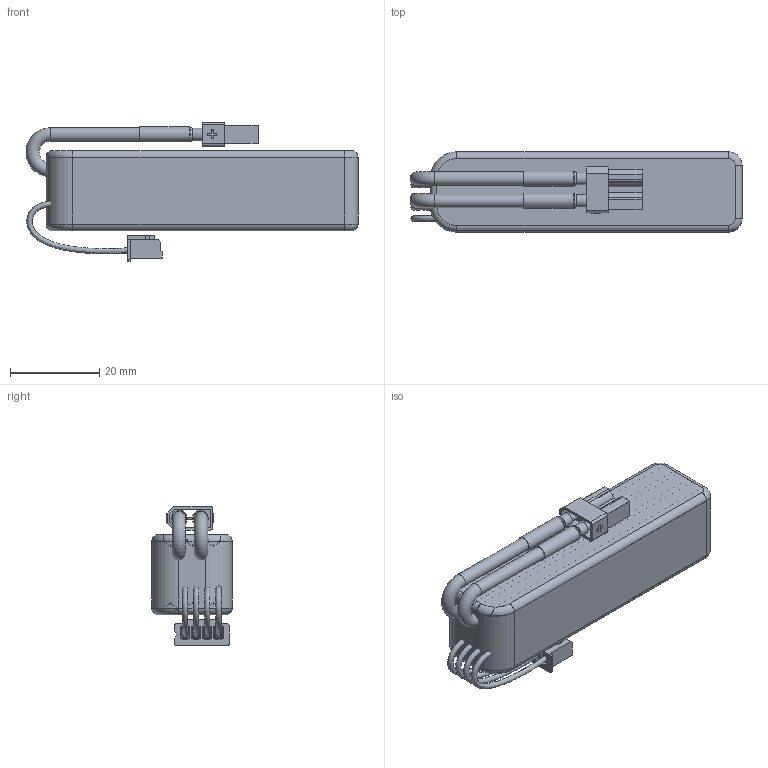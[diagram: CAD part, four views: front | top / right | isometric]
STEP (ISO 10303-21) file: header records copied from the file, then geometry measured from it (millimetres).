
FILE_DESCRIPTION(/* description */ (''),/* implementation_level */ '2;1');
FILE_NAME(/* name */ 'GNB-550-3S-100A-HV.step',/* time_stamp */ '2024-04-21T17:55:14-07:00',/* author */ (''),/* organization */ (''),/* preprocessor_version */ 'ST-DEVELOPER v20',/* originating_system */ 'Autodesk Translation Framework v12.20.1.177',/* authorisation */ '');
FILE_SCHEMA (('AUTOMOTIVE_DESIGN { 1 0 10303 214 3 1 1 }'));
Length unit declared in the file: millimetre
Products named in the file (6): GNB-550-4S-100A-HV; XT30 Wire; 16GA (XT30) v1 (1); Heat Shrink (1); 16GA (XT30); XHP-4 3S Balance Lead
Assembly tree (5 placements, depth 3):
  GNB-550-4S-100A-HV
    XT30 Wire
      16GA (XT30) v1 (1)
      Heat Shrink (1)
      16GA (XT30)
    XHP-4 3S Balance Lead
Bounding box: 74.5 x 18 x 31.09 mm (x, y, z)
Volume: 23055.5 mm3; surface area: 24915.9 mm2
Topology: 17 solids, 17 shells, 780 faces, 2029 edges, 1260 vertices
Faces by surface type: plane 420, cylinder 252, bspline 60, torus 34, sphere 12, cone 2
Full cylindrical faces by diameter (mm): 1.291 x2, 1.65 x2, 1.7 x4, 2 x4, 2.1 x4, 2.8 x2, 3 x4, 3.4 x2
Entity records: 28888 total; most frequent: CARTESIAN_POINT 8982, DIRECTION 4039, ORIENTED_EDGE 4026, EDGE_CURVE 2013, AXIS2_PLACEMENT_3D 1366, LINE 1307, VECTOR 1307, VERTEX_POINT 1260
